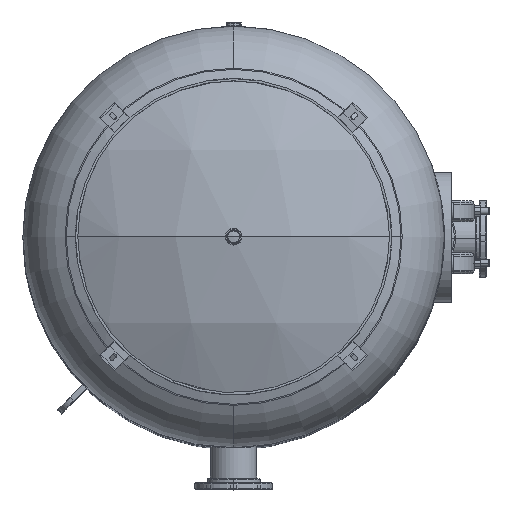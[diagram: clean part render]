
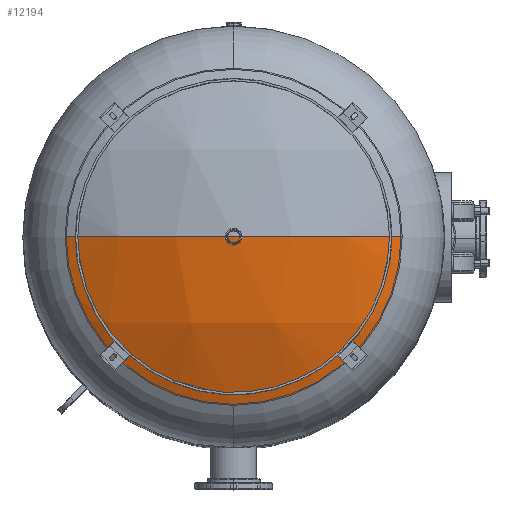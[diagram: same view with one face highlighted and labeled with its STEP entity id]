
A CAD part, top view. The second image highlights one B-rep face of the part: STEP entity #12194.
In plain terms, the highlighted spherical face has radius 1371.6 mm.
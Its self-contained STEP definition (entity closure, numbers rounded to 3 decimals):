
#353 = CIRCLE ( 'NONE', #24835, 609.6 ) ;
#931 = ORIENTED_EDGE ( 'NONE', *, *, #21413, .F. ) ;
#1399 = SPHERICAL_SURFACE ( 'NONE', #33808, 1371.6 ) ;
#2573 = EDGE_CURVE ( 'NONE', #4762, #41937, #353, .T. ) ;
#2717 = CARTESIAN_POINT ( 'NONE',  ( 609.6, 0., 2271.676 ) ) ;
#2719 = AXIS2_PLACEMENT_3D ( 'NONE', #17223, #37678, #10471 ) ;
#3864 = DIRECTION ( 'NONE',  ( 0., 0., -1. ) ) ;
#3919 = AXIS2_PLACEMENT_3D ( 'NONE', #40420, #19946, #33852 ) ;
#4459 = DIRECTION ( 'NONE',  ( 1., 0., 0. ) ) ;
#4762 = VERTEX_POINT ( 'NONE', #34664 ) ;
#5220 = CARTESIAN_POINT ( 'NONE',  ( 0., 0., 2271.676 ) ) ;
#9118 = VERTEX_POINT ( 'NONE', #15629 ) ;
#10471 = DIRECTION ( 'NONE',  ( 0., 1., 0. ) ) ;
#10503 = AXIS2_PLACEMENT_3D ( 'NONE', #34167, #27362, #3864 ) ;
#12194 = ADVANCED_FACE ( 'NONE', ( #36506 ), #1399, .T. ) ;
#12680 = DIRECTION ( 'NONE',  ( 0., 0., -1. ) ) ;
#14949 = CARTESIAN_POINT ( 'NONE',  ( 0., 0., 1042.987 ) ) ;
#15629 = CARTESIAN_POINT ( 'NONE',  ( 0., 0., 2414.587 ) ) ;
#15983 = CIRCLE ( 'NONE', #2719, 609.6 ) ;
#17223 = CARTESIAN_POINT ( 'NONE',  ( 0., 0., 2271.676 ) ) ;
#19103 = VERTEX_POINT ( 'NONE', #2717 ) ;
#19946 = DIRECTION ( 'NONE',  ( 0., 1., 0. ) ) ;
#21413 = EDGE_CURVE ( 'NONE', #9118, #19103, #32757, .T. ) ;
#23325 = CARTESIAN_POINT ( 'NONE',  ( -609.6, 0., 2271.676 ) ) ;
#24167 = EDGE_CURVE ( 'NONE', #19103, #4762, #15983, .T. ) ;
#24835 = AXIS2_PLACEMENT_3D ( 'NONE', #5220, #12680, #32011 ) ;
#26290 = ORIENTED_EDGE ( 'NONE', *, *, #24167, .F. ) ;
#27362 = DIRECTION ( 'NONE',  ( 0., -1., 0. ) ) ;
#27425 = EDGE_LOOP ( 'NONE', ( #931, #42989, #42782, #26290 ) ) ;
#28372 = DIRECTION ( 'NONE',  ( 0., -1., 0. ) ) ;
#32011 = DIRECTION ( 'NONE',  ( 0., 1., 0. ) ) ;
#32757 = CIRCLE ( 'NONE', #3919, 1371.6 ) ;
#33808 = AXIS2_PLACEMENT_3D ( 'NONE', #14949, #28372, #4459 ) ;
#33852 = DIRECTION ( 'NONE',  ( 0., 0., 1. ) ) ;
#34167 = CARTESIAN_POINT ( 'NONE',  ( 0., 0., 1042.987 ) ) ;
#34664 = CARTESIAN_POINT ( 'NONE',  ( 0., -609.6, 2271.676 ) ) ;
#36506 = FACE_OUTER_BOUND ( 'NONE', #27425, .T. ) ;
#37678 = DIRECTION ( 'NONE',  ( 0., 0., -1. ) ) ;
#38550 = CIRCLE ( 'NONE', #10503, 1371.6 ) ;
#40420 = CARTESIAN_POINT ( 'NONE',  ( 0., 0., 1042.987 ) ) ;
#41362 = EDGE_CURVE ( 'NONE', #9118, #41937, #38550, .T. ) ;
#41937 = VERTEX_POINT ( 'NONE', #23325 ) ;
#42782 = ORIENTED_EDGE ( 'NONE', *, *, #2573, .F. ) ;
#42989 = ORIENTED_EDGE ( 'NONE', *, *, #41362, .T. ) ;
